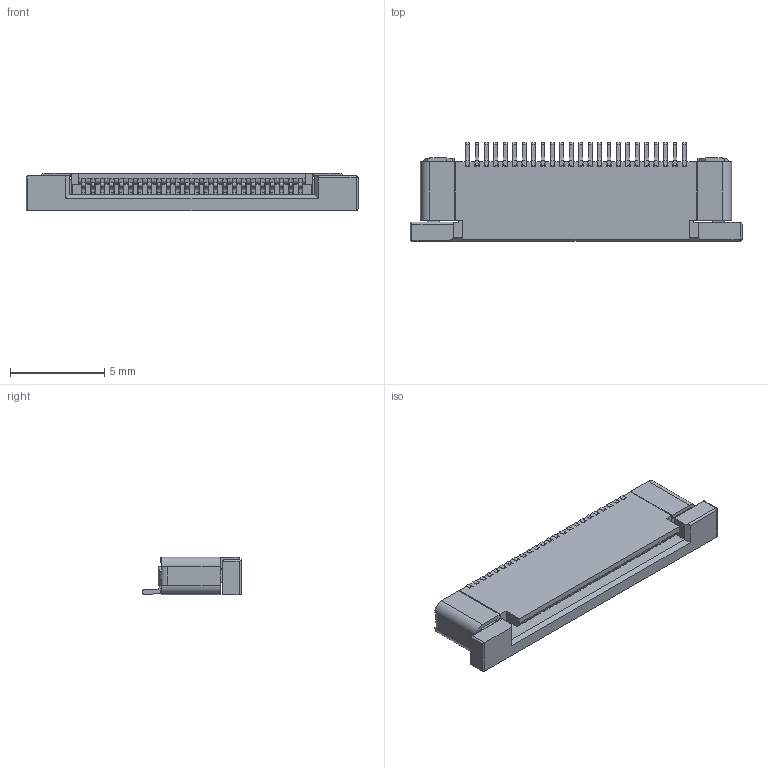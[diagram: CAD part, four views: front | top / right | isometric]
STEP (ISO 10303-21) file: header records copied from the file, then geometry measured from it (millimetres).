
FILE_DESCRIPTION(('HOOPS Exchange Step'),'2;1');
FILE_NAME('temp_export','2024-09-28T17:42:01+03:00',('kaa'),('Shapr3D Limited'),'HOOPS Exchange 2024.2','Shapr3D','Authorized');
FILE_SCHEMA( ('AP242_MANAGED_MODEL_BASED_3D_ENGINEERING_MIM_LF {1 0 10303 442 1 1 4 }') );
Length unit declared in the file: millimetre
Products named in the file (2): AFC07-S24ECA-00; root
Assembly tree (1 placements, depth 2):
  root
    AFC07-S24ECA-00
Bounding box: 17.6 x 5.2 x 2 mm (x, y, z)
Volume: 90.9 mm3; surface area: 763.7 mm2
Topology: 28 solids, 28 shells, 1353 faces, 3954 edges, 2612 vertices
Faces by surface type: plane 1131, cylinder 221, sphere 1
Entity records: 44434 total; most frequent: CARTESIAN_POINT 8066, ORIENTED_EDGE 7906, DIRECTION 7080, EDGE_CURVE 3953, VECTOR 3512, LINE 3512, VERTEX_POINT 2612, AXIS2_PLACEMENT_3D 1784
